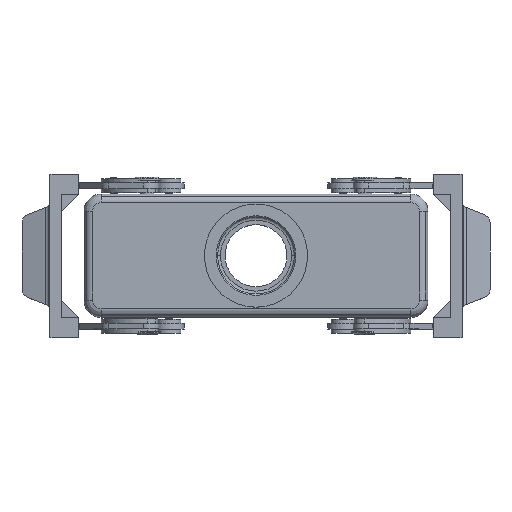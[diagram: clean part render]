
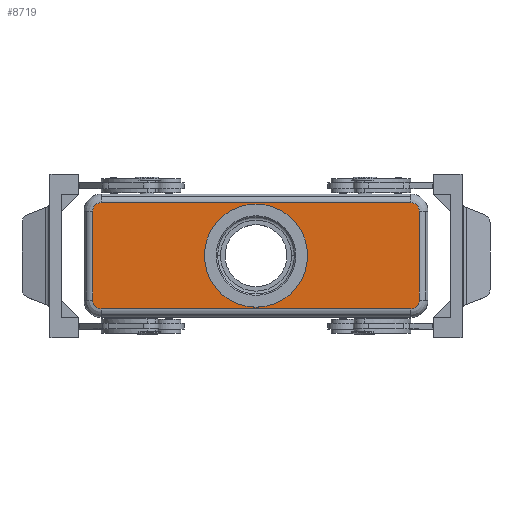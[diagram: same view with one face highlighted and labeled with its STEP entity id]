
A CAD part, top view. The second image highlights one B-rep face of the part: STEP entity #8719.
In plain terms, the highlighted planar face has unit normal (0, 0, 1).
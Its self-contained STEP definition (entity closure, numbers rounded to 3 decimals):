
#5975=CARTESIAN_POINT('',(-57.,-15.5,55.));
#5976=VERTEX_POINT('',#5975);
#5984=CARTESIAN_POINT('',(-57.,15.5,55.));
#5985=VERTEX_POINT('',#5984);
#5986=CARTESIAN_POINT('',(-57.,-15.5,55.));
#5987=DIRECTION('',(0.0,1.0,0.0));
#5988=VECTOR('',#5987,31.);
#5989=LINE('',#5986,#5988);
#5990=EDGE_CURVE('',#5976,#5985,#5989,.T.);
#8264=CARTESIAN_POINT('',(0.,18.0,55.));
#8265=VERTEX_POINT('',#8264);
#8281=CARTESIAN_POINT('',(0.,-18.,55.));
#8282=VERTEX_POINT('',#8281);
#8289=CARTESIAN_POINT('',(0.0,0.,55.));
#8290=DIRECTION('',(0.0,0.0,-1.0));
#8291=DIRECTION('',(0.0,1.0,0.0));
#8292=AXIS2_PLACEMENT_3D('',#8289,#8290,#8291);
#8293=CIRCLE('',#8292,18.);
#8294=EDGE_CURVE('',#8265,#8282,#8293,.T.);
#8643=CARTESIAN_POINT('',(60.,0.0,55.));
#8644=DIRECTION('',(0.0,0.0,1.0));
#8645=DIRECTION('',(1.0,0.0,0.0));
#8646=AXIS2_PLACEMENT_3D('',#8643,#8644,#8645);
#8647=PLANE('',#8646);
#8648=CARTESIAN_POINT('',(57.,15.5,55.));
#8649=VERTEX_POINT('',#8648);
#8650=CARTESIAN_POINT('',(57.,-15.5,55.));
#8651=VERTEX_POINT('',#8650);
#8652=CARTESIAN_POINT('',(57.,15.5,55.));
#8653=DIRECTION('',(0.0,-1.0,0.0));
#8654=VECTOR('',#8653,31.);
#8655=LINE('',#8652,#8654);
#8656=EDGE_CURVE('',#8649,#8651,#8655,.T.);
#8657=ORIENTED_EDGE('',*,*,#8656,.F.);
#8658=CARTESIAN_POINT('',(54.,18.5,55.));
#8659=VERTEX_POINT('',#8658);
#8660=CARTESIAN_POINT('',(54.,15.5,55.));
#8661=DIRECTION('',(0.0,0.0,-1.0));
#8662=DIRECTION('',(0.707,0.707,0.0));
#8663=AXIS2_PLACEMENT_3D('',#8660,#8661,#8662);
#8664=CIRCLE('',#8663,3.);
#8665=EDGE_CURVE('',#8659,#8649,#8664,.T.);
#8666=ORIENTED_EDGE('',*,*,#8665,.F.);
#8667=CARTESIAN_POINT('',(-54.,18.5,55.));
#8668=VERTEX_POINT('',#8667);
#8669=CARTESIAN_POINT('',(-54.,18.5,55.));
#8670=DIRECTION('',(1.0,0.0,0.0));
#8671=VECTOR('',#8670,108.);
#8672=LINE('',#8669,#8671);
#8673=EDGE_CURVE('',#8668,#8659,#8672,.T.);
#8674=ORIENTED_EDGE('',*,*,#8673,.F.);
#8675=CARTESIAN_POINT('',(-54.,15.5,55.));
#8676=DIRECTION('',(0.0,0.0,-1.));
#8677=DIRECTION('',(-0.707,0.707,0.0));
#8678=AXIS2_PLACEMENT_3D('',#8675,#8676,#8677);
#8679=CIRCLE('',#8678,3.0);
#8680=EDGE_CURVE('',#5985,#8668,#8679,.T.);
#8681=ORIENTED_EDGE('',*,*,#8680,.F.);
#8682=ORIENTED_EDGE('',*,*,#5990,.F.);
#8683=CARTESIAN_POINT('',(-54.,-18.5,55.));
#8684=VERTEX_POINT('',#8683);
#8685=CARTESIAN_POINT('',(-54.,-15.5,55.));
#8686=DIRECTION('',(0.0,0.0,-1.));
#8687=DIRECTION('',(-0.707,-0.707,0.0));
#8688=AXIS2_PLACEMENT_3D('',#8685,#8686,#8687);
#8689=CIRCLE('',#8688,3.0);
#8690=EDGE_CURVE('',#8684,#5976,#8689,.T.);
#8691=ORIENTED_EDGE('',*,*,#8690,.F.);
#8692=CARTESIAN_POINT('',(54.,-18.5,55.));
#8693=VERTEX_POINT('',#8692);
#8694=CARTESIAN_POINT('',(54.,-18.5,55.));
#8695=DIRECTION('',(-1.0,0.0,0.0));
#8696=VECTOR('',#8695,108.);
#8697=LINE('',#8694,#8696);
#8698=EDGE_CURVE('',#8693,#8684,#8697,.T.);
#8699=ORIENTED_EDGE('',*,*,#8698,.F.);
#8700=CARTESIAN_POINT('',(54.,-15.5,55.));
#8701=DIRECTION('',(0.0,0.0,-1.0));
#8702=DIRECTION('',(0.707,-0.707,0.0));
#8703=AXIS2_PLACEMENT_3D('',#8700,#8701,#8702);
#8704=CIRCLE('',#8703,3.);
#8705=EDGE_CURVE('',#8651,#8693,#8704,.T.);
#8706=ORIENTED_EDGE('',*,*,#8705,.F.);
#8707=EDGE_LOOP('',(#8657,#8666,#8674,#8681,#8682,#8691,#8699,#8706));
#8708=FACE_OUTER_BOUND('',#8707,.T.);
#8709=CARTESIAN_POINT('',(0.0,0.,55.));
#8710=DIRECTION('',(0.0,0.0,-1.0));
#8711=DIRECTION('',(0.0,1.0,0.0));
#8712=AXIS2_PLACEMENT_3D('',#8709,#8710,#8711);
#8713=CIRCLE('',#8712,18.);
#8714=EDGE_CURVE('',#8282,#8265,#8713,.T.);
#8715=ORIENTED_EDGE('',*,*,#8714,.T.);
#8716=ORIENTED_EDGE('',*,*,#8294,.T.);
#8717=EDGE_LOOP('',(#8715,#8716));
#8718=FACE_BOUND('',#8717,.T.);
#8719=ADVANCED_FACE('',(#8708,#8718),#8647,.T.);
